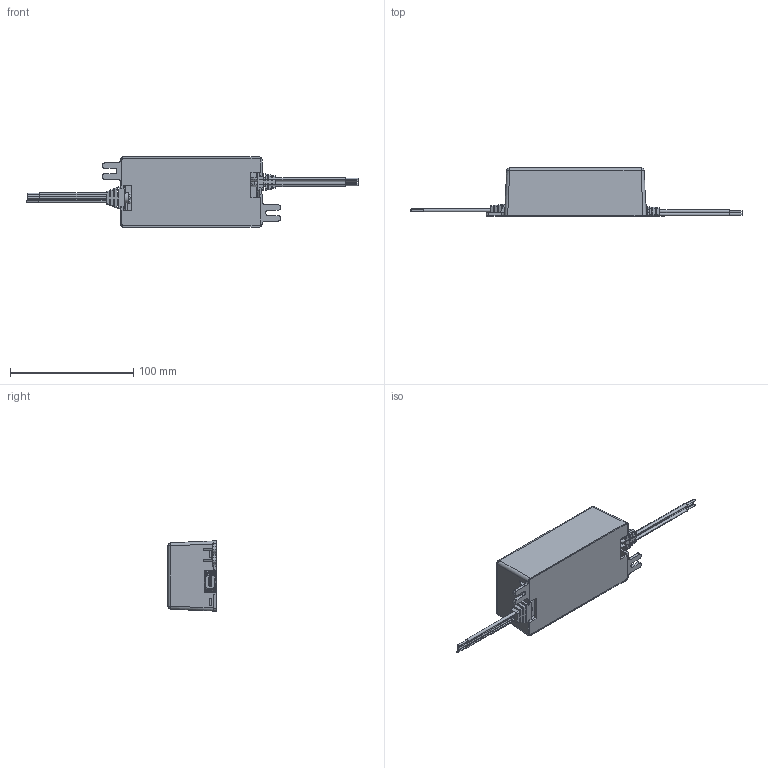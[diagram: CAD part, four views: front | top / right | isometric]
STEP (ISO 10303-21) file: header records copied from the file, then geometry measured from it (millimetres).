
FILE_DESCRIPTION((''),'2;1');
FILE_NAME('60W_ASM','2022-01-19T14:23:35',('jirenqiang'),(''),'CREO PARAMETRIC BY PTC INC, 2018050','CREO PARAMETRIC BY PTC INC, 2018050','');
FILE_SCHEMA(('CONFIG_CONTROL_DESIGN'));
Length unit declared in the file: millimetre
Products named in the file (12): PCB; PCB_ASSY_ASM; POTTING_CASE; CABLE; CABLE-GND; HS1; HEATSINK_PIN; HS2; TOP-COVER; INPUT; OUTPUT; 60W_ASM
Assembly tree (21 placements, depth 3):
  60W_ASM
    PCB_ASSY_ASM
      PCB
    POTTING_CASE
    CABLE  x8
    CABLE-GND
    HS1
    HEATSINK_PIN  x4
    HS2
    TOP-COVER
    INPUT
    OUTPUT
Bounding box: 269.39 x 39 x 57.11 mm (x, y, z)
Volume: 75574.1 mm3; surface area: 88173 mm2
Topology: 20 solids, 20 shells, 1286 faces, 3366 edges, 2180 vertices
Faces by surface type: plane 923, cylinder 275, torus 30, bspline 26, sphere 20, extrusion 8, cone 4
Entity records: 37441 total; most frequent: CARTESIAN_POINT 8571, ORIENTED_EDGE 6128, DIRECTION 5576, EDGE_CURVE 3064, VECTOR 2528, LINE 2520, VERTEX_POINT 1988, AXIS2_PLACEMENT_3D 1524
